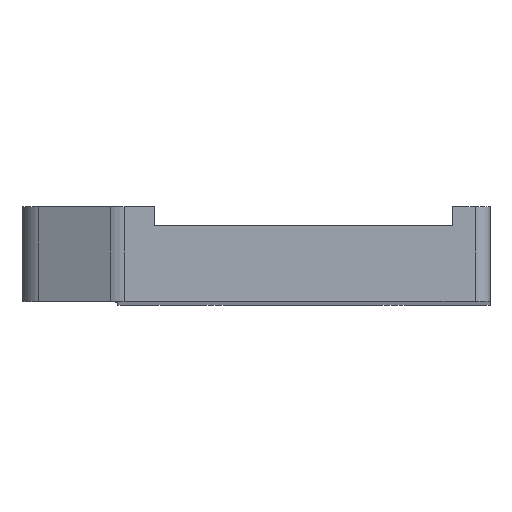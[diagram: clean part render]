
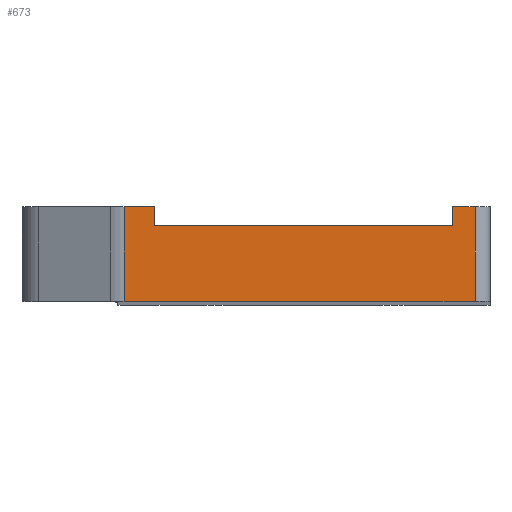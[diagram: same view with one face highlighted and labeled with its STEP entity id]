
A CAD part, top view. The second image highlights one B-rep face of the part: STEP entity #673.
In plain terms, the highlighted planar face has unit normal (0, 0, 1).
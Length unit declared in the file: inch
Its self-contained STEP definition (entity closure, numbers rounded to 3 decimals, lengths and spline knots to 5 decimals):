
#35 = CARTESIAN_POINT ( 'NONE',  ( 0., 0.25, 15.74803 ) ) ;
#42 = VECTOR ( 'NONE', #1126, 39.37008 ) ;
#56 = EDGE_LOOP ( 'NONE', ( #207, #388, #264, #1152, #1007, #1263, #312, #1138 ) ) ;
#150 = LINE ( 'NONE', #1227, #1287 ) ;
#198 = VECTOR ( 'NONE', #896, 39.37008 ) ;
#207 = ORIENTED_EDGE ( 'NONE', *, *, #651, .F. ) ;
#223 = DIRECTION ( 'NONE',  ( 0., -1., 0. ) ) ;
#228 = CARTESIAN_POINT ( 'NONE',  ( 0., 0., 15.74803 ) ) ;
#250 = VERTEX_POINT ( 'NONE', #739 ) ;
#264 = ORIENTED_EDGE ( 'NONE', *, *, #590, .F. ) ;
#287 = VERTEX_POINT ( 'NONE', #449 ) ;
#293 = VERTEX_POINT ( 'NONE', #661 ) ;
#308 = DIRECTION ( 'NONE',  ( 1., 0., 0. ) ) ;
#312 = ORIENTED_EDGE ( 'NONE', *, *, #1090, .T. ) ;
#317 = CARTESIAN_POINT ( 'NONE',  ( 0.88583, 0.2, 15.74803 ) ) ;
#382 = CARTESIAN_POINT ( 'NONE',  ( 0.09843, 0.2, 15.74803 ) ) ;
#388 = ORIENTED_EDGE ( 'NONE', *, *, #751, .T. ) ;
#397 = CARTESIAN_POINT ( 'NONE',  ( 0., 0.25, 15.74803 ) ) ;
#401 = CARTESIAN_POINT ( 'NONE',  ( 0., 0.2, 15.74803 ) ) ;
#405 = DIRECTION ( 'NONE',  ( 1., 0., 0. ) ) ;
#422 = PLANE ( 'NONE',  #1215 ) ;
#425 = LINE ( 'NONE', #505, #681 ) ;
#439 = LINE ( 'NONE', #397, #913 ) ;
#449 = CARTESIAN_POINT ( 'NONE',  ( 0.94488, 0., 15.74803 ) ) ;
#484 = CARTESIAN_POINT ( 'NONE',  ( 0.88583, 0.25, 15.74803 ) ) ;
#505 = CARTESIAN_POINT ( 'NONE',  ( 0.01836, 0., 15.74803 ) ) ;
#581 = VERTEX_POINT ( 'NONE', #1000 ) ;
#587 = LINE ( 'NONE', #1187, #955 ) ;
#590 = EDGE_CURVE ( 'NONE', #989, #697, #970, .T. ) ;
#599 = DIRECTION ( 'NONE',  ( 0., 1., 0. ) ) ;
#609 = EDGE_CURVE ( 'NONE', #293, #989, #1123, .T. ) ;
#619 = CARTESIAN_POINT ( 'NONE',  ( 0.01836, 0.25, 15.74803 ) ) ;
#621 = EDGE_CURVE ( 'NONE', #250, #654, #425, .T. ) ;
#631 = CARTESIAN_POINT ( 'NONE',  ( 0.94488, 0., 15.74803 ) ) ;
#651 = EDGE_CURVE ( 'NONE', #1178, #581, #1016, .T. ) ;
#654 = VERTEX_POINT ( 'NONE', #619 ) ;
#661 = CARTESIAN_POINT ( 'NONE',  ( 0.09843, 0.25, 15.74803 ) ) ;
#663 = LINE ( 'NONE', #631, #749 ) ;
#673 = ADVANCED_FACE ( 'NONE', ( #931 ), #422, .F. ) ;
#681 = VECTOR ( 'NONE', #599, 39.37008 ) ;
#697 = VERTEX_POINT ( 'NONE', #317 ) ;
#739 = CARTESIAN_POINT ( 'NONE',  ( 0.01836, 0., 15.74803 ) ) ;
#749 = VECTOR ( 'NONE', #223, 39.37008 ) ;
#751 = EDGE_CURVE ( 'NONE', #1178, #697, #150, .T. ) ;
#755 = EDGE_CURVE ( 'NONE', #581, #287, #663, .T. ) ;
#818 = DIRECTION ( 'NONE',  ( 0., -1., 0. ) ) ;
#896 = DIRECTION ( 'NONE',  ( 0., -1., 0. ) ) ;
#913 = VECTOR ( 'NONE', #308, 39.37008 ) ;
#931 = FACE_OUTER_BOUND ( 'NONE', #56, .T. ) ;
#955 = VECTOR ( 'NONE', #977, 39.37008 ) ;
#970 = LINE ( 'NONE', #401, #1239 ) ;
#977 = DIRECTION ( 'NONE',  ( 1., 0., 0. ) ) ;
#989 = VERTEX_POINT ( 'NONE', #382 ) ;
#1000 = CARTESIAN_POINT ( 'NONE',  ( 0.94488, 0.25, 15.74803 ) ) ;
#1007 = ORIENTED_EDGE ( 'NONE', *, *, #1233, .F. ) ;
#1016 = LINE ( 'NONE', #35, #42 ) ;
#1090 = EDGE_CURVE ( 'NONE', #250, #287, #587, .T. ) ;
#1111 = CARTESIAN_POINT ( 'NONE',  ( 0.09843, 0., 15.74803 ) ) ;
#1123 = LINE ( 'NONE', #1111, #198 ) ;
#1126 = DIRECTION ( 'NONE',  ( 1., 0., 0. ) ) ;
#1135 = DIRECTION ( 'NONE',  ( 0., -1., 0. ) ) ;
#1138 = ORIENTED_EDGE ( 'NONE', *, *, #755, .F. ) ;
#1152 = ORIENTED_EDGE ( 'NONE', *, *, #609, .F. ) ;
#1178 = VERTEX_POINT ( 'NONE', #484 ) ;
#1187 = CARTESIAN_POINT ( 'NONE',  ( 0., 0., 15.74803 ) ) ;
#1215 = AXIS2_PLACEMENT_3D ( 'NONE', #228, #1222, #818 ) ;
#1222 = DIRECTION ( 'NONE',  ( 0., 0., -1. ) ) ;
#1227 = CARTESIAN_POINT ( 'NONE',  ( 0.88583, 0., 15.74803 ) ) ;
#1233 = EDGE_CURVE ( 'NONE', #654, #293, #439, .T. ) ;
#1239 = VECTOR ( 'NONE', #405, 39.37008 ) ;
#1263 = ORIENTED_EDGE ( 'NONE', *, *, #621, .F. ) ;
#1287 = VECTOR ( 'NONE', #1135, 39.37008 ) ;
